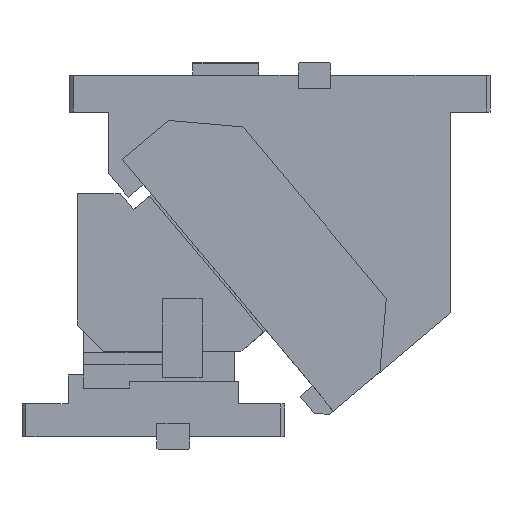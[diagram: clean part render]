
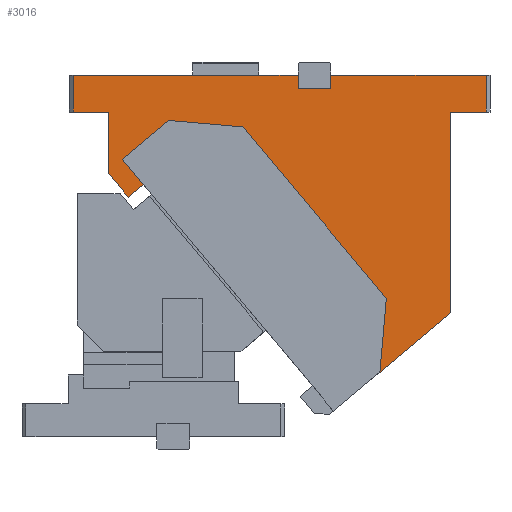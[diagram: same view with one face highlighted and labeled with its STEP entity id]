
A CAD part, left-side view. The second image highlights one B-rep face of the part: STEP entity #3016.
In plain terms, the highlighted planar face has unit normal (-1, 0, 0).
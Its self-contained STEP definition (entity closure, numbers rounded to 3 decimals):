
#1125=CARTESIAN_POINT('Vertex',(-403.111,454.082,-232.195)) ;
#1130=CARTESIAN_POINT('Line Origine',(-403.111,450.31,-229.03)) ;
#1134=CARTESIAN_POINT('Vertex',(-403.111,446.538,-225.864)) ;
#1164=CARTESIAN_POINT('Vertex',(-403.111,652.751,-75.01)) ;
#1169=CARTESIAN_POINT('Line Origine',(-403.111,652.751,-51.505)) ;
#1173=CARTESIAN_POINT('Vertex',(-403.111,652.751,-28.)) ;
#1211=CARTESIAN_POINT('Vertex',(-403.111,637.967,-92.65)) ;
#1214=CARTESIAN_POINT('Line Origine',(-403.111,645.359,-83.83)) ;
#1237=CARTESIAN_POINT('Vertex',(-403.111,626.459,-83.005)) ;
#1240=CARTESIAN_POINT('Line Origine',(-403.111,632.213,-87.828)) ;
#1333=CARTESIAN_POINT('Line Origine',(-403.111,624.854,-49.137)) ;
#1337=CARTESIAN_POINT('Vertex',(-403.111,642.473,-63.921)) ;
#1339=CARTESIAN_POINT('Vertex',(-403.111,607.234,-34.353)) ;
#1368=CARTESIAN_POINT('Vertex',(-403.111,550.881,-39.283)) ;
#1371=CARTESIAN_POINT('Line Origine',(-403.111,579.058,-36.818)) ;
#1392=CARTESIAN_POINT('Vertex',(-403.111,441.607,-169.511)) ;
#1395=CARTESIAN_POINT('Line Origine',(-403.111,496.244,-104.397)) ;
#1412=CARTESIAN_POINT('Line Origine',(-403.111,444.072,-197.688)) ;
#1529=CARTESIAN_POINT('Vertex',(-403.111,392.751,-28.)) ;
#1534=CARTESIAN_POINT('Line Origine',(-403.111,392.751,-104.397)) ;
#1538=CARTESIAN_POINT('Vertex',(-403.111,392.751,-180.795)) ;
#1569=CARTESIAN_POINT('Vertex',(-403.111,365.751,-28.)) ;
#1584=CARTESIAN_POINT('Vertex',(-403.111,365.751,0.)) ;
#1587=CARTESIAN_POINT('Line Origine',(-403.111,365.751,-116.098)) ;
#1635=CARTESIAN_POINT('Line Origine',(-403.111,379.251,-28.)) ;
#1700=CARTESIAN_POINT('Vertex',(-403.111,679.751,0.)) ;
#1716=CARTESIAN_POINT('Vertex',(-403.111,679.751,-28.)) ;
#1719=CARTESIAN_POINT('Line Origine',(-403.111,679.751,-116.098)) ;
#1743=CARTESIAN_POINT('Line Origine',(-403.111,666.251,-28.)) ;
#2754=CARTESIAN_POINT('Line Origine',(-403.111,634.466,-73.463)) ;
#2791=CARTESIAN_POINT('Line Origine',(-403.111,423.417,-206.495)) ;
#2812=CARTESIAN_POINT('Axis2P3D Location',(-403.111,576.593,-8.642)) ;
#2851=CARTESIAN_POINT('Line Origine',(-403.111,594.251,0.)) ;
#2855=CARTESIAN_POINT('Vertex',(-403.111,508.751,0.)) ;
#2890=CARTESIAN_POINT('Line Origine',(-403.111,424.751,0.)) ;
#2894=CARTESIAN_POINT('Vertex',(-403.111,483.751,0.)) ;
#2975=CARTESIAN_POINT('Line Origine',(-403.111,483.751,-5.)) ;
#2979=CARTESIAN_POINT('Vertex',(-403.111,483.751,-10.)) ;
#2982=CARTESIAN_POINT('Line Origine',(-403.111,496.251,-10.)) ;
#2986=CARTESIAN_POINT('Vertex',(-403.111,508.751,-10.)) ;
#2989=CARTESIAN_POINT('Line Origine',(-403.111,508.751,-5.)) ;
#1131=DIRECTION('Vector Direction',(0.,0.766,-0.643)) ;
#1170=DIRECTION('Vector Direction',(0.,0.,1.)) ;
#1215=DIRECTION('Vector Direction',(0.,0.642,0.766)) ;
#1241=DIRECTION('Vector Direction',(0.,0.766,-0.642)) ;
#1334=DIRECTION('Vector Direction',(0.,-0.766,0.643)) ;
#1372=DIRECTION('Vector Direction',(0.,-0.996,-0.087)) ;
#1396=DIRECTION('Vector Direction',(0.,-0.643,-0.766)) ;
#1413=DIRECTION('Vector Direction',(0.,0.087,-0.996)) ;
#1535=DIRECTION('Vector Direction',(0.,0.,1.)) ;
#1588=DIRECTION('Vector Direction',(0.,0.,-1.)) ;
#1636=DIRECTION('Vector Direction',(0.,1.,0.)) ;
#1720=DIRECTION('Vector Direction',(0.,0.,1.)) ;
#1744=DIRECTION('Vector Direction',(0.,1.,0.)) ;
#2755=DIRECTION('Vector Direction',(0.,0.643,0.766)) ;
#2792=DIRECTION('Vector Direction',(0.,0.766,-0.642)) ;
#2813=DIRECTION('Axis2P3D Direction',(1.,0.,0.)) ;
#2814=DIRECTION('Axis2P3D XDirection',(0.,1.,0.)) ;
#2852=DIRECTION('Vector Direction',(0.,-1.,0.)) ;
#2891=DIRECTION('Vector Direction',(0.,-1.,0.)) ;
#2976=DIRECTION('Vector Direction',(0.,0.,-1.)) ;
#2983=DIRECTION('Vector Direction',(0.,-1.,0.)) ;
#2990=DIRECTION('Vector Direction',(0.,0.,-1.)) ;
#2815=AXIS2_PLACEMENT_3D('Plane Axis2P3D',#2812,#2813,#2814) ;
#2995=ORIENTED_EDGE('',*,*,#2981,.T.) ;
#2996=ORIENTED_EDGE('',*,*,#2988,.F.) ;
#2997=ORIENTED_EDGE('',*,*,#2993,.F.) ;
#2998=ORIENTED_EDGE('',*,*,#2857,.F.) ;
#2999=ORIENTED_EDGE('',*,*,#1723,.F.) ;
#3000=ORIENTED_EDGE('',*,*,#1747,.F.) ;
#3001=ORIENTED_EDGE('',*,*,#1175,.F.) ;
#3002=ORIENTED_EDGE('',*,*,#1218,.F.) ;
#3003=ORIENTED_EDGE('',*,*,#1244,.F.) ;
#3004=ORIENTED_EDGE('',*,*,#2758,.T.) ;
#3005=ORIENTED_EDGE('',*,*,#1341,.T.) ;
#3006=ORIENTED_EDGE('',*,*,#1375,.T.) ;
#3007=ORIENTED_EDGE('',*,*,#1399,.T.) ;
#3008=ORIENTED_EDGE('',*,*,#1416,.T.) ;
#3009=ORIENTED_EDGE('',*,*,#1136,.T.) ;
#3010=ORIENTED_EDGE('',*,*,#2795,.F.) ;
#3011=ORIENTED_EDGE('',*,*,#1540,.T.) ;
#3012=ORIENTED_EDGE('',*,*,#1639,.F.) ;
#3013=ORIENTED_EDGE('',*,*,#1591,.F.) ;
#3014=ORIENTED_EDGE('',*,*,#2896,.F.) ;
#1132=VECTOR('Line Direction',#1131,1.) ;
#1171=VECTOR('Line Direction',#1170,1.) ;
#1216=VECTOR('Line Direction',#1215,1.) ;
#1242=VECTOR('Line Direction',#1241,1.) ;
#1335=VECTOR('Line Direction',#1334,1.) ;
#1373=VECTOR('Line Direction',#1372,1.) ;
#1397=VECTOR('Line Direction',#1396,1.) ;
#1414=VECTOR('Line Direction',#1413,1.) ;
#1536=VECTOR('Line Direction',#1535,1.) ;
#1589=VECTOR('Line Direction',#1588,1.) ;
#1637=VECTOR('Line Direction',#1636,1.) ;
#1721=VECTOR('Line Direction',#1720,1.) ;
#1745=VECTOR('Line Direction',#1744,1.) ;
#2756=VECTOR('Line Direction',#2755,1.) ;
#2793=VECTOR('Line Direction',#2792,1.) ;
#2853=VECTOR('Line Direction',#2852,1.) ;
#2892=VECTOR('Line Direction',#2891,1.) ;
#2977=VECTOR('Line Direction',#2976,1.) ;
#2984=VECTOR('Line Direction',#2983,1.) ;
#2991=VECTOR('Line Direction',#2990,1.) ;
#3016=ADVANCED_FACE('CAM HOLDER',(#3015),#2816,.F.) ;
#1136=EDGE_CURVE('',#1135,#1126,#1133,.T.) ;
#1175=EDGE_CURVE('',#1165,#1174,#1172,.T.) ;
#1218=EDGE_CURVE('',#1212,#1165,#1217,.T.) ;
#1244=EDGE_CURVE('',#1238,#1212,#1243,.T.) ;
#1341=EDGE_CURVE('',#1338,#1340,#1336,.T.) ;
#1375=EDGE_CURVE('',#1340,#1369,#1374,.T.) ;
#1399=EDGE_CURVE('',#1369,#1393,#1398,.T.) ;
#1416=EDGE_CURVE('',#1393,#1135,#1415,.T.) ;
#1540=EDGE_CURVE('',#1539,#1530,#1537,.T.) ;
#1591=EDGE_CURVE('',#1585,#1570,#1590,.T.) ;
#1639=EDGE_CURVE('',#1570,#1530,#1638,.T.) ;
#1723=EDGE_CURVE('',#1717,#1701,#1722,.T.) ;
#1747=EDGE_CURVE('',#1174,#1717,#1746,.T.) ;
#2758=EDGE_CURVE('',#1238,#1338,#2757,.T.) ;
#2795=EDGE_CURVE('',#1539,#1126,#2794,.T.) ;
#2857=EDGE_CURVE('',#1701,#2856,#2854,.T.) ;
#2896=EDGE_CURVE('',#2895,#1585,#2893,.T.) ;
#2981=EDGE_CURVE('',#2895,#2980,#2978,.T.) ;
#2988=EDGE_CURVE('',#2987,#2980,#2985,.T.) ;
#2993=EDGE_CURVE('',#2856,#2987,#2992,.T.) ;
#2994=EDGE_LOOP('',(#2995,#2996,#2997,#2998,#2999,#3000,#3001,#3002,#3003,#3004,#3005,#3006,#3007,#3008,#3009,#3010,#3011,#3012,#3013,#3014)) ;
#3015=FACE_OUTER_BOUND('',#2994,.T.) ;
#1133=LINE('Line',#1130,#1132) ;
#1172=LINE('Line',#1169,#1171) ;
#1217=LINE('Line',#1214,#1216) ;
#1243=LINE('Line',#1240,#1242) ;
#1336=LINE('Line',#1333,#1335) ;
#1374=LINE('Line',#1371,#1373) ;
#1398=LINE('Line',#1395,#1397) ;
#1415=LINE('Line',#1412,#1414) ;
#1537=LINE('Line',#1534,#1536) ;
#1590=LINE('Line',#1587,#1589) ;
#1638=LINE('Line',#1635,#1637) ;
#1722=LINE('Line',#1719,#1721) ;
#1746=LINE('Line',#1743,#1745) ;
#2757=LINE('Line',#2754,#2756) ;
#2794=LINE('Line',#2791,#2793) ;
#2854=LINE('Line',#2851,#2853) ;
#2893=LINE('Line',#2890,#2892) ;
#2978=LINE('Line',#2975,#2977) ;
#2985=LINE('Line',#2982,#2984) ;
#2992=LINE('Line',#2989,#2991) ;
#2816=PLANE('Plane',#2815) ;
#1126=VERTEX_POINT('',#1125) ;
#1135=VERTEX_POINT('',#1134) ;
#1165=VERTEX_POINT('',#1164) ;
#1174=VERTEX_POINT('',#1173) ;
#1212=VERTEX_POINT('',#1211) ;
#1238=VERTEX_POINT('',#1237) ;
#1338=VERTEX_POINT('',#1337) ;
#1340=VERTEX_POINT('',#1339) ;
#1369=VERTEX_POINT('',#1368) ;
#1393=VERTEX_POINT('',#1392) ;
#1530=VERTEX_POINT('',#1529) ;
#1539=VERTEX_POINT('',#1538) ;
#1570=VERTEX_POINT('',#1569) ;
#1585=VERTEX_POINT('',#1584) ;
#1701=VERTEX_POINT('',#1700) ;
#1717=VERTEX_POINT('',#1716) ;
#2856=VERTEX_POINT('',#2855) ;
#2895=VERTEX_POINT('',#2894) ;
#2980=VERTEX_POINT('',#2979) ;
#2987=VERTEX_POINT('',#2986) ;
